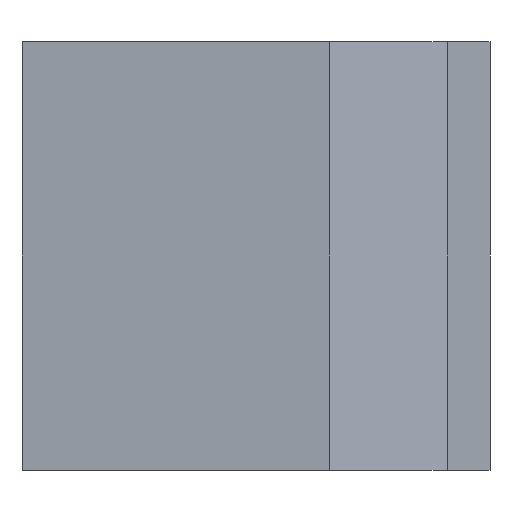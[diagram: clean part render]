
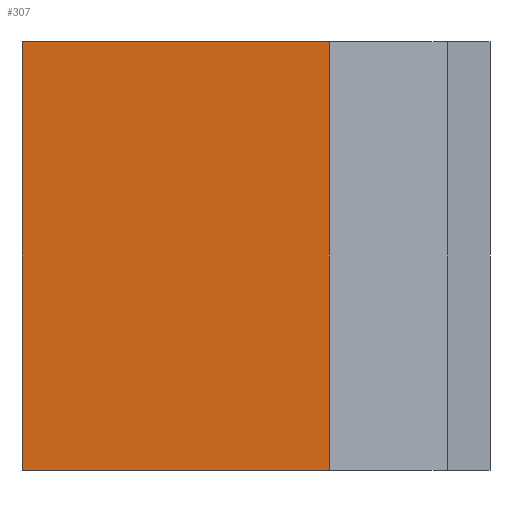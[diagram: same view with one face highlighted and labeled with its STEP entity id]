
A CAD part, left-side view. The second image highlights one B-rep face of the part: STEP entity #307.
In plain terms, the highlighted planar face has unit normal (-0.997, 0.079, 0).
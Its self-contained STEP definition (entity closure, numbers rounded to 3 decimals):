
#21=FACE_OUTER_BOUND('',#37,.T.);
#37=EDGE_LOOP('',(#235,#236,#237,#238));
#54=LINE('',#450,#96);
#71=LINE('',#483,#113);
#72=LINE('',#486,#114);
#73=LINE('',#487,#115);
#96=VECTOR('',#367,10.);
#113=VECTOR('',#394,10.);
#114=VECTOR('',#397,10.);
#115=VECTOR('',#398,10.);
#138=VERTEX_POINT('',#447);
#139=VERTEX_POINT('',#449);
#150=VERTEX_POINT('',#481);
#151=VERTEX_POINT('',#485);
#166=EDGE_CURVE('',#139,#138,#54,.T.);
#183=EDGE_CURVE('',#150,#138,#71,.T.);
#184=EDGE_CURVE('',#150,#151,#72,.T.);
#185=EDGE_CURVE('',#151,#139,#73,.T.);
#235=ORIENTED_EDGE('',*,*,#184,.T.);
#236=ORIENTED_EDGE('',*,*,#185,.T.);
#237=ORIENTED_EDGE('',*,*,#166,.T.);
#238=ORIENTED_EDGE('',*,*,#183,.F.);
#291=PLANE('',#346);
#307=ADVANCED_FACE('',(#21),#291,.T.);
#346=AXIS2_PLACEMENT_3D('',#484,#395,#396);
#367=DIRECTION('',(-0.079,-0.997,0.));
#394=DIRECTION('',(0.,0.,-1.));
#395=DIRECTION('center_axis',(-0.997,0.079,0.));
#396=DIRECTION('ref_axis',(0.,0.,1.));
#397=DIRECTION('',(0.079,0.997,0.));
#398=DIRECTION('',(0.,0.,-1.));
#447=CARTESIAN_POINT('',(-13.89,6.,-8.));
#449=CARTESIAN_POINT('',(-12.985,17.46,-8.));
#450=CARTESIAN_POINT('',(-13.89,6.,-8.));
#481=CARTESIAN_POINT('',(-13.89,6.,8.));
#483=CARTESIAN_POINT('',(-13.89,6.,0.));
#484=CARTESIAN_POINT('Origin',(-13.89,6.,0.));
#485=CARTESIAN_POINT('',(-12.985,17.46,8.));
#486=CARTESIAN_POINT('',(-13.89,6.,8.));
#487=CARTESIAN_POINT('',(-12.985,17.46,0.));
